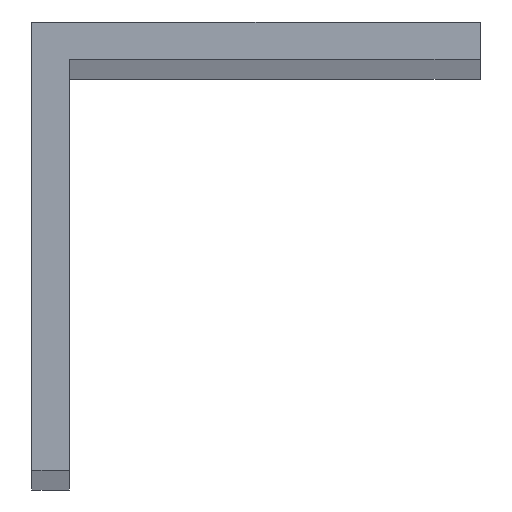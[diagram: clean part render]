
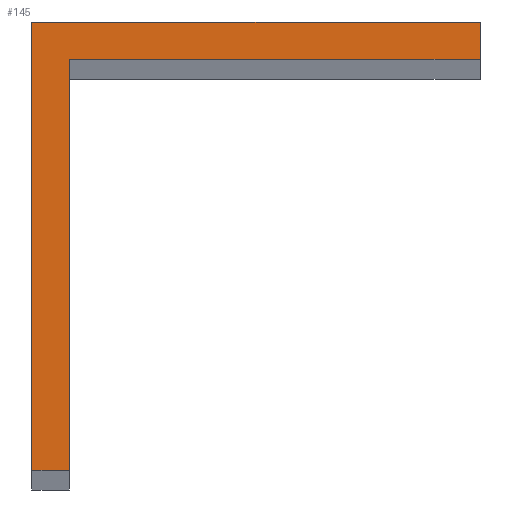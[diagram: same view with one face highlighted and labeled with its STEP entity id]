
A CAD part, top view. The second image highlights one B-rep face of the part: STEP entity #145.
In plain terms, the highlighted planar face has unit normal (0, 0, 1).
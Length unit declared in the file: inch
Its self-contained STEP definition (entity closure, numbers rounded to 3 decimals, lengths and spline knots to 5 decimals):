
#19=FACE_OUTER_BOUND('',#27,.T.);
#27=EDGE_LOOP('',(#115,#116,#117,#118,#119,#120));
#33=LINE('',#209,#51);
#41=LINE('',#225,#59);
#44=LINE('',#230,#62);
#45=LINE('',#233,#63);
#46=LINE('',#234,#64);
#47=LINE('',#235,#65);
#51=VECTOR('',#171,3.);
#59=VECTOR('',#183,2.75);
#62=VECTOR('',#188,2.75);
#63=VECTOR('',#191,3.);
#64=VECTOR('',#192,0.25);
#65=VECTOR('',#193,0.25);
#69=VERTEX_POINT('',#206);
#70=VERTEX_POINT('',#208);
#75=VERTEX_POINT('',#222);
#76=VERTEX_POINT('',#224);
#77=VERTEX_POINT('',#228);
#78=VERTEX_POINT('',#232);
#81=EDGE_CURVE('',#70,#69,#33,.T.);
#89=EDGE_CURVE('',#76,#75,#41,.T.);
#92=EDGE_CURVE('',#77,#75,#44,.T.);
#93=EDGE_CURVE('',#78,#69,#45,.T.);
#94=EDGE_CURVE('',#76,#78,#46,.T.);
#95=EDGE_CURVE('',#77,#70,#47,.T.);
#115=ORIENTED_EDGE('',*,*,#81,.T.);
#116=ORIENTED_EDGE('',*,*,#93,.F.);
#117=ORIENTED_EDGE('',*,*,#94,.F.);
#118=ORIENTED_EDGE('',*,*,#89,.T.);
#119=ORIENTED_EDGE('',*,*,#92,.F.);
#120=ORIENTED_EDGE('',*,*,#95,.T.);
#137=PLANE('',#161);
#145=ADVANCED_FACE('',(#19),#137,.F.);
#161=AXIS2_PLACEMENT_3D('',#231,#189,#190);
#171=DIRECTION('',(-1.,0.,0.));
#183=DIRECTION('',(0.,1.,0.));
#188=DIRECTION('',(-1.,0.,0.));
#189=DIRECTION('center_axis',(0.,0.,-1.));
#190=DIRECTION('ref_axis',(0.,-1.,0.));
#191=DIRECTION('',(0.,1.,0.));
#192=DIRECTION('',(-1.,0.,0.));
#193=DIRECTION('',(0.,1.,0.));
#206=CARTESIAN_POINT('',(0.,1.5,38.));
#208=CARTESIAN_POINT('',(3.,1.5,38.));
#209=CARTESIAN_POINT('',(3.,1.5,38.));
#222=CARTESIAN_POINT('',(0.25,1.25,38.));
#224=CARTESIAN_POINT('',(0.25,-1.5,38.));
#225=CARTESIAN_POINT('',(0.25,-1.5,38.));
#228=CARTESIAN_POINT('',(3.,1.25,38.));
#230=CARTESIAN_POINT('',(3.,1.25,38.));
#231=CARTESIAN_POINT('Origin',(0.125,0.,38.));
#232=CARTESIAN_POINT('',(0.,-1.5,38.));
#233=CARTESIAN_POINT('',(0.,-1.5,38.));
#234=CARTESIAN_POINT('',(0.25,-1.5,38.));
#235=CARTESIAN_POINT('',(3.,1.25,38.));
